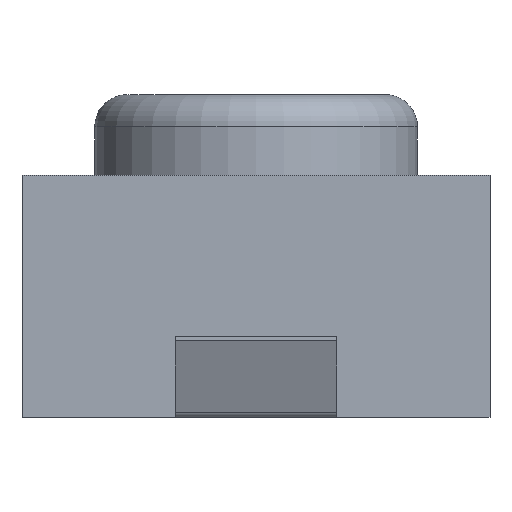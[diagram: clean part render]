
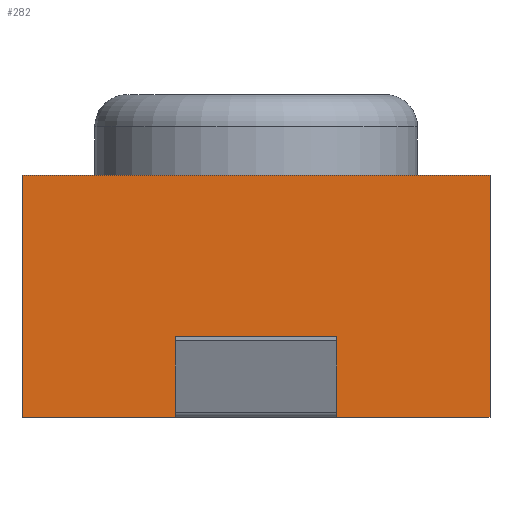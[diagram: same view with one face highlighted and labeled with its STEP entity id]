
A CAD part, left-side view. The second image highlights one B-rep face of the part: STEP entity #282.
In plain terms, the highlighted planar face has unit normal (-1, 0, 0).
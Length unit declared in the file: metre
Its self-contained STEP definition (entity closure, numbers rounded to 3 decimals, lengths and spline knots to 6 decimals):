
#172 = EDGE_CURVE( '', #406, #407, #408, .T. );
#198 = EDGE_CURVE( '', #410, #383, #443, .T. );
#212 = EDGE_CURVE( '', #389, #410, #461, .T. );
#216 = EDGE_CURVE( '', #389, #348, #466, .T. );
#224 = EDGE_CURVE( '', #476, #477, #478, .T. );
#232 = EDGE_CURVE( '', #407, #477, #487, .T. );
#260 = EDGE_CURVE( '', #476, #383, #519, .T. );
#262 = EDGE_CURVE( '', #348, #406, #521, .T. );
#282 = ADVANCED_FACE( '', ( #543 ), #544, .F. );
#348 = VERTEX_POINT( '', #617 );
#383 = VERTEX_POINT( '', #664 );
#389 = VERTEX_POINT( '', #672 );
#406 = VERTEX_POINT( '', #697 );
#407 = VERTEX_POINT( '', #698 );
#408 = LINE( '', #699, #700 );
#410 = VERTEX_POINT( '', #703 );
#443 = LINE( '', #754, #755 );
#461 = LINE( '', #781, #782 );
#466 = LINE( '', #789, #790 );
#476 = VERTEX_POINT( '', #806 );
#477 = VERTEX_POINT( '', #807 );
#478 = LINE( '', #808, #809 );
#487 = LINE( '', #824, #825 );
#519 = LINE( '', #874, #875 );
#521 = LINE( '', #878, #879 );
#543 = FACE_OUTER_BOUND( '', #912, .T. );
#544 = PLANE( '', #913 );
#617 = CARTESIAN_POINT( '', ( -0.00195, 0.001451, 0.000006 ) );
#664 = CARTESIAN_POINT( '', ( -0.00195, -0.001449, 0.000006 ) );
#672 = CARTESIAN_POINT( '', ( -0.00195, 0.001451, 0.001506 ) );
#697 = CARTESIAN_POINT( '', ( -0.00195, 0.000501, 0.000006 ) );
#698 = CARTESIAN_POINT( '', ( -0.00195, 0.000501, 0.000076 ) );
#699 = CARTESIAN_POINT( '', ( -0.00195, 0.000501, 0.000076 ) );
#700 = VECTOR( '', #1046, 1. );
#703 = CARTESIAN_POINT( '', ( -0.00195, -0.001449, 0.001506 ) );
#754 = CARTESIAN_POINT( '', ( -0.00195, -0.001449, 0.001506 ) );
#755 = VECTOR( '', #1082, 1. );
#781 = CARTESIAN_POINT( '', ( -0.00195, 0.001451, 0.001506 ) );
#782 = VECTOR( '', #1105, 1. );
#789 = CARTESIAN_POINT( '', ( -0.00195, 0.001451, 0.001506 ) );
#790 = VECTOR( '', #1109, 1. );
#806 = CARTESIAN_POINT( '', ( -0.00195, -0.000499, 0.000006 ) );
#807 = CARTESIAN_POINT( '', ( -0.00195, -0.000499, 0.000076 ) );
#808 = CARTESIAN_POINT( '', ( -0.00195, -0.000499, 0.000076 ) );
#809 = VECTOR( '', #1115, 1. );
#824 = CARTESIAN_POINT( '', ( -0.00195, 0.000501, 0.000076 ) );
#825 = VECTOR( '', #1121, 1. );
#874 = CARTESIAN_POINT( '', ( -0.00195, 0.001451, 0.000006 ) );
#875 = VECTOR( '', #1172, 1. );
#878 = CARTESIAN_POINT( '', ( -0.00195, 0.001451, 0.000006 ) );
#879 = VECTOR( '', #1173, 1. );
#912 = EDGE_LOOP( '', ( #1208, #1209, #1210, #1211, #1212, #1213, #1214, #1215 ) );
#913 = AXIS2_PLACEMENT_3D( '', #1216, #1217, #1218 );
#1046 = DIRECTION( '', ( 0., 0., 1. ) );
#1082 = DIRECTION( '', ( 0., 0., -1. ) );
#1105 = DIRECTION( '', ( 0., -1., 0. ) );
#1109 = DIRECTION( '', ( 0., 0., -1. ) );
#1115 = DIRECTION( '', ( 0., 0., 1. ) );
#1121 = DIRECTION( '', ( 0., -1., 0. ) );
#1172 = DIRECTION( '', ( 0., -1., 0. ) );
#1173 = DIRECTION( '', ( 0., -1., 0. ) );
#1208 = ORIENTED_EDGE( '', *, *, #224, .F. );
#1209 = ORIENTED_EDGE( '', *, *, #260, .T. );
#1210 = ORIENTED_EDGE( '', *, *, #198, .F. );
#1211 = ORIENTED_EDGE( '', *, *, #212, .F. );
#1212 = ORIENTED_EDGE( '', *, *, #216, .T. );
#1213 = ORIENTED_EDGE( '', *, *, #262, .T. );
#1214 = ORIENTED_EDGE( '', *, *, #172, .T. );
#1215 = ORIENTED_EDGE( '', *, *, #232, .T. );
#1216 = CARTESIAN_POINT( '', ( -0.00195, 0.001451, 0.001506 ) );
#1217 = DIRECTION( '', ( 1., 0., 0. ) );
#1218 = DIRECTION( '', ( 0., 1., 0. ) );
